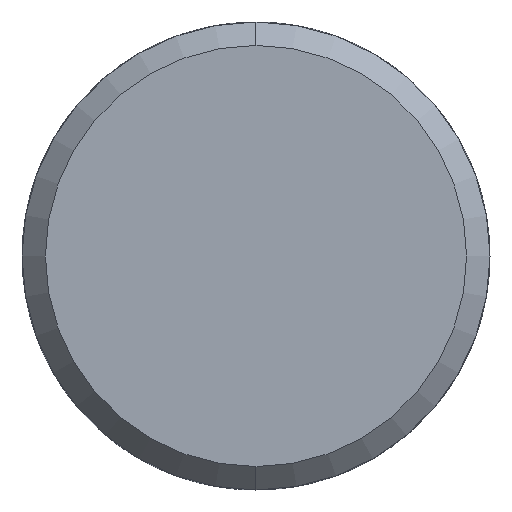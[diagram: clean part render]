
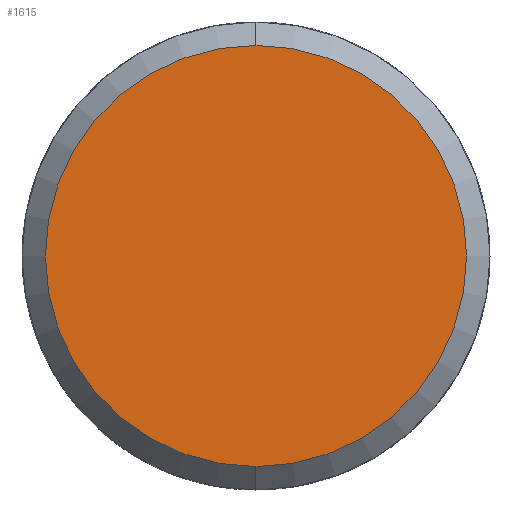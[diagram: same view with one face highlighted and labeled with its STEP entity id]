
A CAD part, left-side view. The second image highlights one B-rep face of the part: STEP entity #1615.
In plain terms, the highlighted planar face has unit normal (-1, 0, 0).
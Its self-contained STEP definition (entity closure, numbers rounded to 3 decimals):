
#6 = VERTEX_POINT ( 'NONE', #4055 ) ;
#196 = DIRECTION ( 'NONE',  ( 0., 0., -1. ) ) ;
#312 = AXIS2_PLACEMENT_3D ( 'NONE', #6027, #4148, #5560 ) ;
#376 = DIRECTION ( 'NONE',  ( -1., 0., 0. ) ) ;
#837 = EDGE_CURVE ( 'NONE', #6, #1272, #3213, .T. ) ;
#1023 = DIRECTION ( 'NONE',  ( -1., 0., 0. ) ) ;
#1098 = AXIS2_PLACEMENT_3D ( 'NONE', #3876, #1023, #4359 ) ;
#1272 = VERTEX_POINT ( 'NONE', #3533 ) ;
#1615 = ADVANCED_FACE ( 'NONE', ( #1631 ), #2754, .F. ) ;
#1631 = FACE_OUTER_BOUND ( 'NONE', #4044, .T. ) ;
#1773 = CIRCLE ( 'NONE', #1098, 4.5 ) ;
#1828 = EDGE_CURVE ( 'NONE', #1272, #6, #1773, .T. ) ;
#2633 = CARTESIAN_POINT ( 'NONE',  ( 0., 0., 0. ) ) ;
#2754 = PLANE ( 'NONE',  #312 ) ;
#3213 = CIRCLE ( 'NONE', #5883, 4.5 ) ;
#3533 = CARTESIAN_POINT ( 'NONE',  ( 0., 0., -4.5 ) ) ;
#3876 = CARTESIAN_POINT ( 'NONE',  ( 0., 0., 0. ) ) ;
#4044 = EDGE_LOOP ( 'NONE', ( #5967, #5915 ) ) ;
#4055 = CARTESIAN_POINT ( 'NONE',  ( 0., 0., 4.5 ) ) ;
#4148 = DIRECTION ( 'NONE',  ( 1., 0., 0. ) ) ;
#4359 = DIRECTION ( 'NONE',  ( 0., 0., -1. ) ) ;
#5560 = DIRECTION ( 'NONE',  ( 0., 0., -1. ) ) ;
#5883 = AXIS2_PLACEMENT_3D ( 'NONE', #2633, #376, #196 ) ;
#5915 = ORIENTED_EDGE ( 'NONE', *, *, #837, .T. ) ;
#5967 = ORIENTED_EDGE ( 'NONE', *, *, #1828, .T. ) ;
#6027 = CARTESIAN_POINT ( 'NONE',  ( 0., 5., 0. ) ) ;
